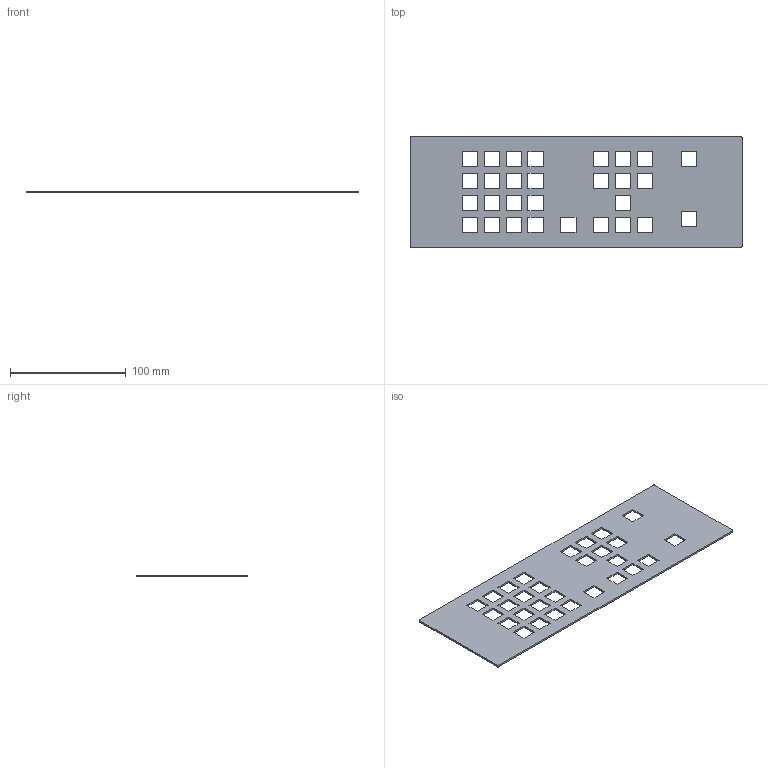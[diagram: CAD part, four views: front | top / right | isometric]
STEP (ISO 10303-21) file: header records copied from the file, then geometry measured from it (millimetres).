
FILE_DESCRIPTION(('KiCad electronic assembly'),'2;1');
FILE_NAME('yts-switchblade.step','2022-09-21T10:47:32',('Pcbnew'),( 'Kicad'),'Open CASCADE STEP processor 7.6','KiCad to STEP converter' ,'Unknown');
FILE_SCHEMA(('AUTOMOTIVE_DESIGN { 1 0 10303 214 1 1 1 1 }'));
Length unit declared in the file: millimetre
Products named in the file (2): yts-switchblade 1; yts-switchblade PCB
Assembly tree (1 placements, depth 2):
  yts-switchblade 1
    yts-switchblade PCB
Bounding box: 287 x 96.6 x 1.6 mm (x, y, z)
Volume: 36515.7 mm3; surface area: 49282.3 mm2
Topology: 1 solids, 1 shells, 126 faces, 372 edges, 248 vertices
Faces by surface type: plane 122, cylinder 4
Entity records: 9123 total; most frequent: CARTESIAN_POINT 1492, DIRECTION 1380, LINE 1100, VECTOR 1100, ORIENTED_EDGE 744, PCURVE 744, DEFINITIONAL_REPRESENTATION 744, EDGE_CURVE 372
